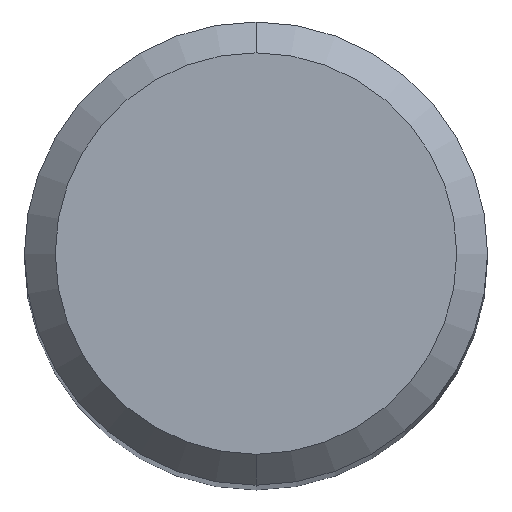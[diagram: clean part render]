
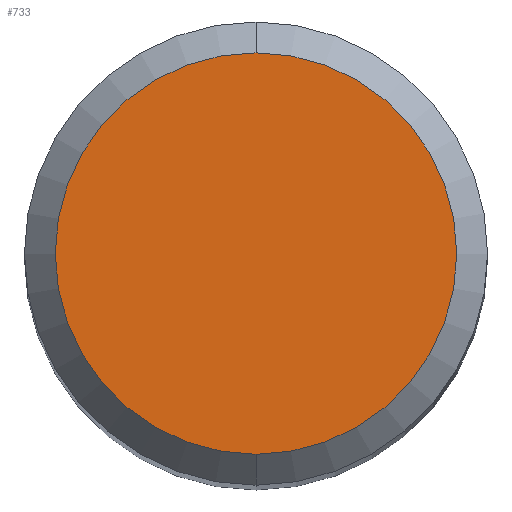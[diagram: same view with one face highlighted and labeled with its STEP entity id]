
A CAD part, top view. The second image highlights one B-rep face of the part: STEP entity #733.
In plain terms, the highlighted planar face has unit normal (0, 0, 1).
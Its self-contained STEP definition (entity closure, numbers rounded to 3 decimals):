
#627=VERTEX_POINT('',#1509);
#733=ADVANCED_FACE('',(#1627),#1628,.T.);
#801=VERTEX_POINT('',#1701);
#877=EDGE_CURVE('',#801,#627,#1784,.T.);
#1007=EDGE_CURVE('',#627,#801,#1926,.T.);
#1509=CARTESIAN_POINT('',(0.0,2.6,0.0));
#1627=FACE_OUTER_BOUND('',#4403,.T.);
#1628=PLANE('',#4404);
#1701=CARTESIAN_POINT('',(0.,-2.6,0.0));
#1784=CIRCLE('',#5073,2.6);
#1926=CIRCLE('',#5678,2.6);
#4403=EDGE_LOOP('',(#7545,#7546));
#4404=AXIS2_PLACEMENT_3D('',#7547,#7548,#7549);
#5073=AXIS2_PLACEMENT_3D('',#7752,#7753,#7754);
#5678=AXIS2_PLACEMENT_3D('',#7952,#7953,#7954);
#7545=ORIENTED_EDGE('',*,*,#1007,.F.);
#7546=ORIENTED_EDGE('',*,*,#877,.F.);
#7547=CARTESIAN_POINT('',(0.0,1.3,0.0));
#7548=DIRECTION('',(-0.0,0.0,1.0));
#7549=DIRECTION('',(0.0,-1.0,0.0));
#7752=CARTESIAN_POINT('',(0.0,0.0,0.0));
#7753=DIRECTION('',(0.0,0.0,-1.0));
#7754=DIRECTION('',(0.0,1.0,0.0));
#7952=CARTESIAN_POINT('',(0.0,0.0,0.0));
#7953=DIRECTION('',(0.0,0.0,-1.0));
#7954=DIRECTION('',(0.0,1.0,0.0));
